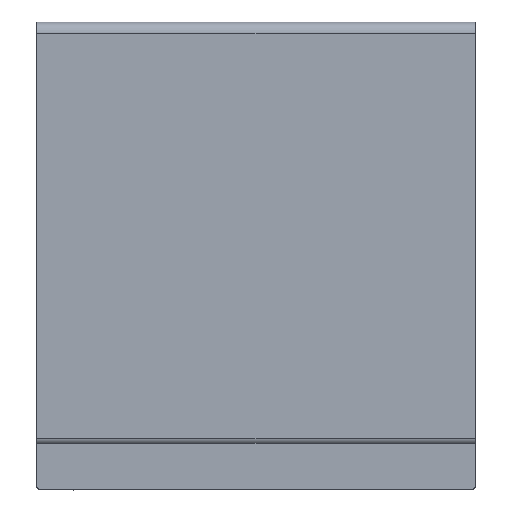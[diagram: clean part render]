
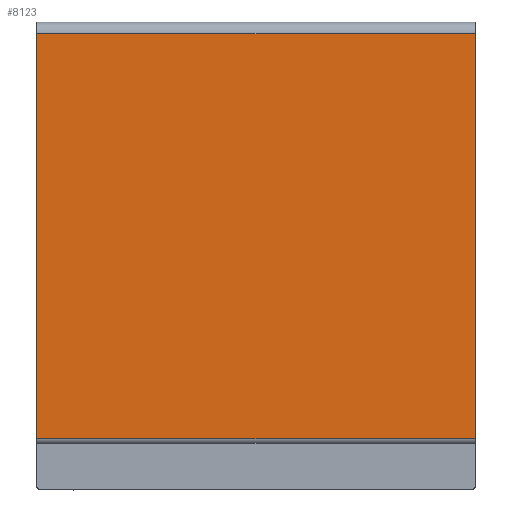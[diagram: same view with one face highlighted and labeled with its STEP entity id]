
A CAD part, front view. The second image highlights one B-rep face of the part: STEP entity #8123.
In plain terms, the highlighted planar face has unit normal (0, -1, 0).
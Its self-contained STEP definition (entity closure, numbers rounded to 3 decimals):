
#2188=DIRECTION('',(0.,0.,-1.));
#2189=VECTOR('',#2188,27.694);
#2190=CARTESIAN_POINT('',(-15.,0.,-0.8));
#2191=LINE('',#2190,#2189);
#4083=DIRECTION('',(1.,0.,0.));
#4084=VECTOR('',#4083,30.);
#4085=CARTESIAN_POINT('',(-15.,0.,-28.494));
#4086=LINE('',#4085,#4084);
#4091=DIRECTION('',(0.,0.,-1.));
#4092=VECTOR('',#4091,27.694);
#4093=CARTESIAN_POINT('',(15.,0.,-0.8));
#4094=LINE('',#4093,#4092);
#4099=DIRECTION('',(-1.,0.,0.));
#4100=VECTOR('',#4099,30.);
#4101=CARTESIAN_POINT('',(15.,0.,-0.8));
#4102=LINE('',#4101,#4100);
#4295=CARTESIAN_POINT('',(-15.,0.,-0.8));
#4296=VERTEX_POINT('',#4295);
#4297=CARTESIAN_POINT('',(-15.,0.,-28.494));
#4298=VERTEX_POINT('',#4297);
#4339=CARTESIAN_POINT('',(15.,0.,-28.494));
#4340=VERTEX_POINT('',#4339);
#4341=CARTESIAN_POINT('',(15.,0.,-0.8));
#4342=VERTEX_POINT('',#4341);
#8111=CARTESIAN_POINT('',(0.,0.,0.));
#8112=DIRECTION('',(0.,-1.,0.));
#8113=DIRECTION('',(-1.,0.,0.));
#8114=AXIS2_PLACEMENT_3D('',#8111,#8112,#8113);
#8115=PLANE('',#8114);
#8117=ORIENTED_EDGE('',*,*,#8116,.F.);
#8118=ORIENTED_EDGE('',*,*,#5182,.T.);
#8119=ORIENTED_EDGE('',*,*,#8104,.F.);
#8120=ORIENTED_EDGE('',*,*,#5087,.F.);
#8121=EDGE_LOOP('',(#8117,#8118,#8119,#8120));
#8122=FACE_OUTER_BOUND('',#8121,.F.);
#8123=ADVANCED_FACE('',(#8122),#8115,.T.);
#5087=EDGE_CURVE('',#4296,#4298,#2191,.T.);
#5182=EDGE_CURVE('',#4342,#4340,#4094,.T.);
#8104=EDGE_CURVE('',#4298,#4340,#4086,.T.);
#8116=EDGE_CURVE('',#4342,#4296,#4102,.T.);
